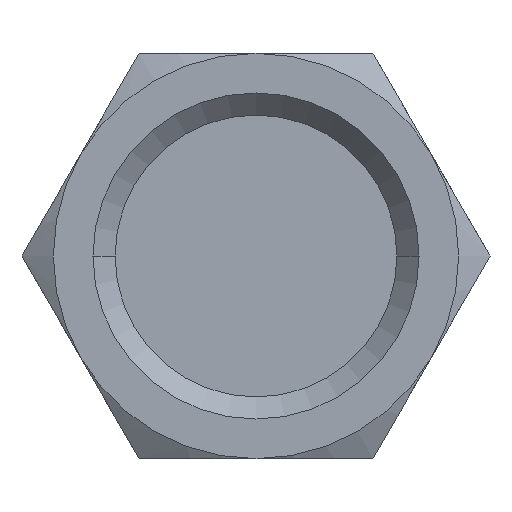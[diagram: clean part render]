
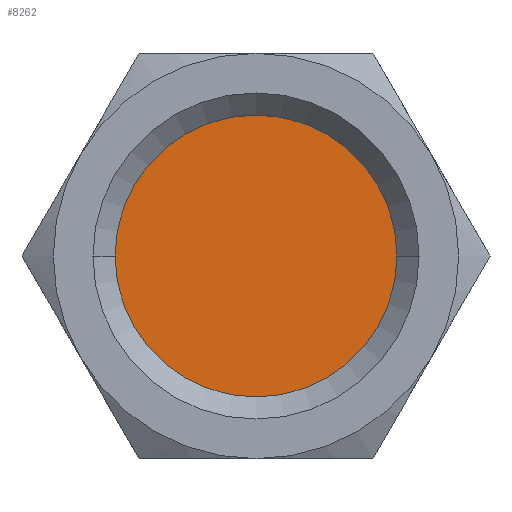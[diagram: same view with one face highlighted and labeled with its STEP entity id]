
A CAD part, front view. The second image highlights one B-rep face of the part: STEP entity #8262.
In plain terms, the highlighted planar face has unit normal (0, -1, 0).
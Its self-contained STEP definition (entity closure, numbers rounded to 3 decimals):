
#2864 = ORIENTED_EDGE ( 'NONE', *, *, #5877, .F. ) ;
#2865 = ORIENTED_EDGE ( 'NONE', *, *, #10358, .F. ) ;
#2905 = VERTEX_POINT ( 'NONE', #15677 ) ;
#2907 = VERTEX_POINT ( 'NONE', #15679 ) ;
#3792 = CARTESIAN_POINT ( 'NONE',  ( 0., 1.651, 0. ) ) ;
#3793 = DIRECTION ( 'NONE',  ( 0., 1., 0. ) ) ;
#3794 = DIRECTION ( 'NONE',  ( 1., 0., 0. ) ) ;
#5830 = CIRCLE ( 'NONE', #6750, 7.65 ) ;
#5877 = EDGE_CURVE ( 'NONE', #2905, #2907, #5830, .T. ) ;
#6293 = EDGE_LOOP ( 'NONE', ( #2864, #2865 ) ) ;
#6750 = AXIS2_PLACEMENT_3D ( 'NONE', #15482, #15483, #15484 ) ;
#8262 = ADVANCED_FACE ( 'NONE', ( #11130 ), #17323, .T. ) ;
#10358 = EDGE_CURVE ( 'NONE', #2907, #2905, #11191, .T. ) ;
#11130 = FACE_OUTER_BOUND ( 'NONE', #6293, .T. ) ;
#11191 = CIRCLE ( 'NONE', #23770, 7.65 ) ;
#15482 = CARTESIAN_POINT ( 'NONE',  ( 0., 1.651, 0. ) ) ;
#15483 = DIRECTION ( 'NONE',  ( 0., 1., 0. ) ) ;
#15484 = DIRECTION ( 'NONE',  ( 1., 0., 0. ) ) ;
#15677 = CARTESIAN_POINT ( 'NONE',  ( 7.65, 1.651, 0. ) ) ;
#15679 = CARTESIAN_POINT ( 'NONE',  ( -7.65, 1.651, 0. ) ) ;
#17323 = PLANE ( 'NONE',  #23726 ) ;
#17331 = CARTESIAN_POINT ( 'NONE',  ( 0., 1.651, 0. ) ) ;
#17332 = DIRECTION ( 'NONE',  ( 0., -1., 0. ) ) ;
#17333 = DIRECTION ( 'NONE',  ( 1., 0., 0. ) ) ;
#23726 = AXIS2_PLACEMENT_3D ( 'NONE', #17331, #17332, #17333 ) ;
#23770 = AXIS2_PLACEMENT_3D ( 'NONE', #3792, #3793, #3794 ) ;
